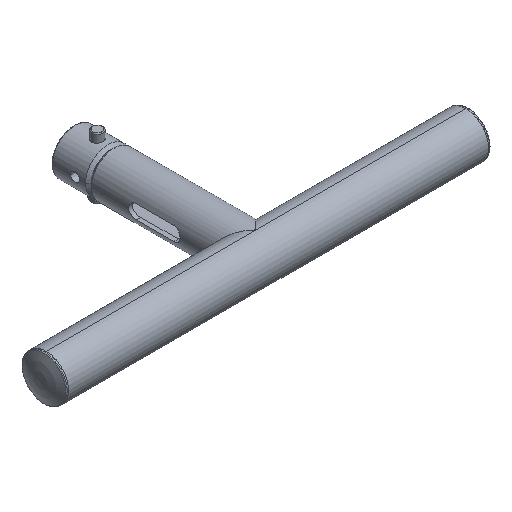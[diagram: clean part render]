
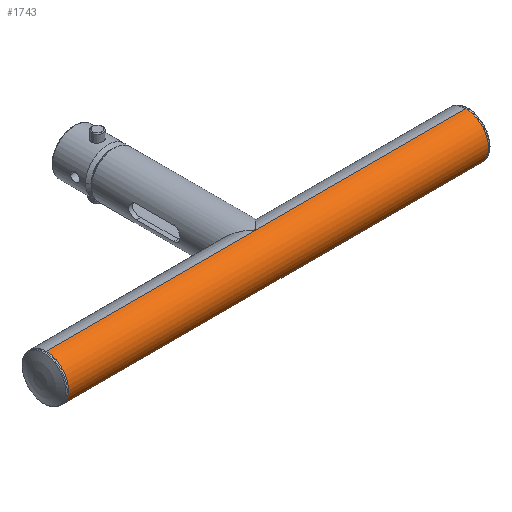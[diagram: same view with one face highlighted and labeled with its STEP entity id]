
A CAD part, isometric view. The second image highlights one B-rep face of the part: STEP entity #1743.
In plain terms, the highlighted cylindrical face has radius 24.15 mm (diameter 48.3 mm), a partial arc.
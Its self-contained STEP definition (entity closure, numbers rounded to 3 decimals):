
#71 = VERTEX_POINT ( 'NONE', #2469 ) ;
#81 = EDGE_CURVE ( 'NONE', #274, #3523, #3219, .T. ) ;
#90 = CIRCLE ( 'NONE', #818, 24.15 ) ;
#152 = EDGE_CURVE ( 'NONE', #71, #4547, #90, .T. ) ;
#274 = VERTEX_POINT ( 'NONE', #3305 ) ;
#431 = VECTOR ( 'NONE', #4430, 1000. ) ;
#575 = ORIENTED_EDGE ( 'NONE', *, *, #152, .T. ) ;
#706 = DIRECTION ( 'NONE',  ( 1., 0., 0. ) ) ;
#727 = VECTOR ( 'NONE', #1501, 1000. ) ;
#730 = DIRECTION ( 'NONE',  ( 0., 0., -1. ) ) ;
#818 = AXIS2_PLACEMENT_3D ( 'NONE', #3352, #706, #4270 ) ;
#896 = EDGE_CURVE ( 'NONE', #274, #71, #1614, .T. ) ;
#948 = CYLINDRICAL_SURFACE ( 'NONE', #5450, 24.15 ) ;
#1327 = EDGE_LOOP ( 'NONE', ( #2313, #2705, #3728, #575 ) ) ;
#1494 = LINE ( 'NONE', #2832, #727 ) ;
#1501 = DIRECTION ( 'NONE',  ( -1., 0., 0. ) ) ;
#1614 = LINE ( 'NONE', #2175, #431 ) ;
#1743 = ADVANCED_FACE ( 'NONE', ( #2138 ), #948, .T. ) ;
#1877 = DIRECTION ( 'NONE',  ( -1., 0., 0. ) ) ;
#2138 = FACE_OUTER_BOUND ( 'NONE', #1327, .T. ) ;
#2175 = CARTESIAN_POINT ( 'NONE',  ( 225., 0., 24.15 ) ) ;
#2313 = ORIENTED_EDGE ( 'NONE', *, *, #2997, .F. ) ;
#2469 = CARTESIAN_POINT ( 'NONE',  ( -225., 0., 24.15 ) ) ;
#2679 = DIRECTION ( 'NONE',  ( 0., 0., 1. ) ) ;
#2705 = ORIENTED_EDGE ( 'NONE', *, *, #81, .F. ) ;
#2767 = CARTESIAN_POINT ( 'NONE',  ( 225., 0., -24.15 ) ) ;
#2832 = CARTESIAN_POINT ( 'NONE',  ( 225., 0., -24.15 ) ) ;
#2997 = EDGE_CURVE ( 'NONE', #3523, #4547, #1494, .T. ) ;
#3156 = CARTESIAN_POINT ( 'NONE',  ( 225., 0., 0. ) ) ;
#3219 = CIRCLE ( 'NONE', #5396, 24.15 ) ;
#3305 = CARTESIAN_POINT ( 'NONE',  ( 225., 0., 24.15 ) ) ;
#3352 = CARTESIAN_POINT ( 'NONE',  ( -225., 0., 0. ) ) ;
#3523 = VERTEX_POINT ( 'NONE', #2767 ) ;
#3728 = ORIENTED_EDGE ( 'NONE', *, *, #896, .T. ) ;
#4226 = CARTESIAN_POINT ( 'NONE',  ( -225., 0., -24.15 ) ) ;
#4270 = DIRECTION ( 'NONE',  ( 0., 0., -1. ) ) ;
#4430 = DIRECTION ( 'NONE',  ( -1., 0., 0. ) ) ;
#4547 = VERTEX_POINT ( 'NONE', #4226 ) ;
#4728 = CARTESIAN_POINT ( 'NONE',  ( 225., 0., 0. ) ) ;
#5396 = AXIS2_PLACEMENT_3D ( 'NONE', #4728, #5590, #730 ) ;
#5450 = AXIS2_PLACEMENT_3D ( 'NONE', #3156, #1877, #2679 ) ;
#5590 = DIRECTION ( 'NONE',  ( 1., 0., 0. ) ) ;
